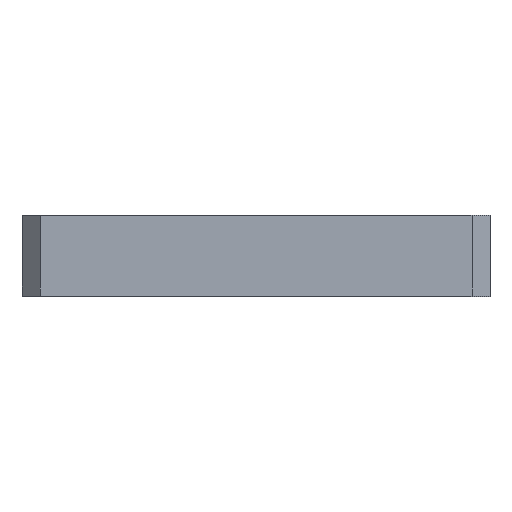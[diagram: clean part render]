
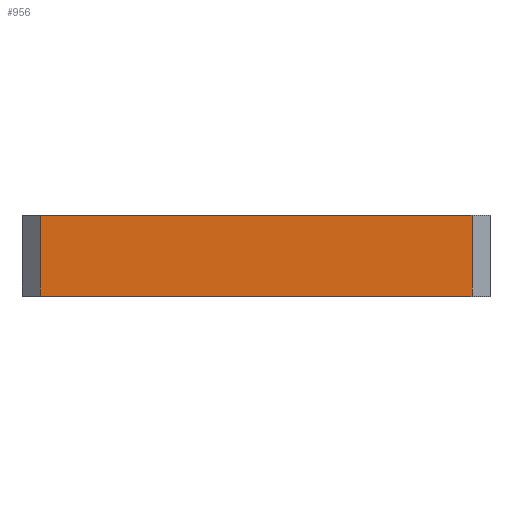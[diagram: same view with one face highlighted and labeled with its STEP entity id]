
A CAD part, top view. The second image highlights one B-rep face of the part: STEP entity #956.
In plain terms, the highlighted planar face has unit normal (0, 0, 1).
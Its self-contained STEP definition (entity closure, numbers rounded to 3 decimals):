
#26 = CARTESIAN_POINT ( 'NONE',  ( -24., 4.5, 26. ) ) ;
#32 = ORIENTED_EDGE ( 'NONE', *, *, #852, .F. ) ;
#60 = EDGE_CURVE ( 'NONE', #786, #117, #755, .T. ) ;
#67 = CARTESIAN_POINT ( 'NONE',  ( 24., 4.5, 26. ) ) ;
#92 = LINE ( 'NONE', #26, #522 ) ;
#108 = PLANE ( 'NONE',  #238 ) ;
#117 = VERTEX_POINT ( 'NONE', #300 ) ;
#132 = DIRECTION ( 'NONE',  ( 1., 0., 0. ) ) ;
#192 = LINE ( 'NONE', #451, #632 ) ;
#238 = AXIS2_PLACEMENT_3D ( 'NONE', #943, #745, #521 ) ;
#249 = DIRECTION ( 'NONE',  ( 1., 0., 0. ) ) ;
#255 = VERTEX_POINT ( 'NONE', #565 ) ;
#300 = CARTESIAN_POINT ( 'NONE',  ( 24., -4.5, 26. ) ) ;
#302 = VECTOR ( 'NONE', #641, 1000. ) ;
#328 = FACE_OUTER_BOUND ( 'NONE', #331, .T. ) ;
#331 = EDGE_LOOP ( 'NONE', ( #429, #32, #727, #580 ) ) ;
#355 = CARTESIAN_POINT ( 'NONE',  ( -24., -4.5, 26. ) ) ;
#429 = ORIENTED_EDGE ( 'NONE', *, *, #60, .T. ) ;
#451 = CARTESIAN_POINT ( 'NONE',  ( -24., 4.5, 26. ) ) ;
#469 = CARTESIAN_POINT ( 'NONE',  ( 24., 4.5, 26. ) ) ;
#514 = LINE ( 'NONE', #67, #302 ) ;
#521 = DIRECTION ( 'NONE',  ( -1., 0., 0. ) ) ;
#522 = VECTOR ( 'NONE', #853, 1000. ) ;
#565 = CARTESIAN_POINT ( 'NONE',  ( -24., 4.5, 26. ) ) ;
#580 = ORIENTED_EDGE ( 'NONE', *, *, #582, .T. ) ;
#582 = EDGE_CURVE ( 'NONE', #255, #786, #92, .T. ) ;
#593 = CARTESIAN_POINT ( 'NONE',  ( -24., -4.5, 26. ) ) ;
#623 = VERTEX_POINT ( 'NONE', #469 ) ;
#632 = VECTOR ( 'NONE', #132, 1000. ) ;
#641 = DIRECTION ( 'NONE',  ( 0., -1., 0. ) ) ;
#696 = EDGE_CURVE ( 'NONE', #255, #623, #192, .T. ) ;
#712 = VECTOR ( 'NONE', #249, 1000. ) ;
#727 = ORIENTED_EDGE ( 'NONE', *, *, #696, .F. ) ;
#745 = DIRECTION ( 'NONE',  ( 0., 0., -1. ) ) ;
#755 = LINE ( 'NONE', #593, #712 ) ;
#786 = VERTEX_POINT ( 'NONE', #355 ) ;
#852 = EDGE_CURVE ( 'NONE', #623, #117, #514, .T. ) ;
#853 = DIRECTION ( 'NONE',  ( 0., -1., 0. ) ) ;
#943 = CARTESIAN_POINT ( 'NONE',  ( -24., 4.5, 26. ) ) ;
#956 = ADVANCED_FACE ( 'NONE', ( #328 ), #108, .F. ) ;
